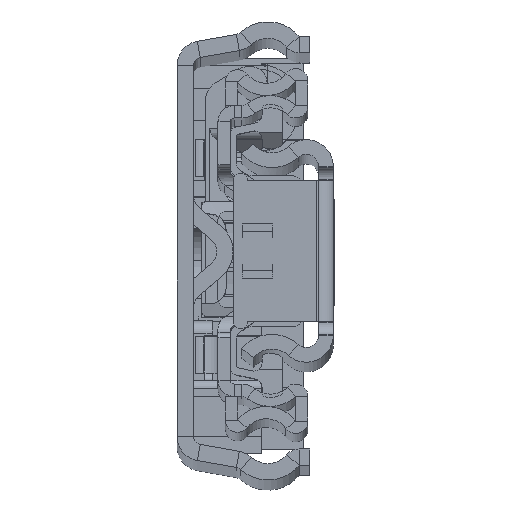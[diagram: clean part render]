
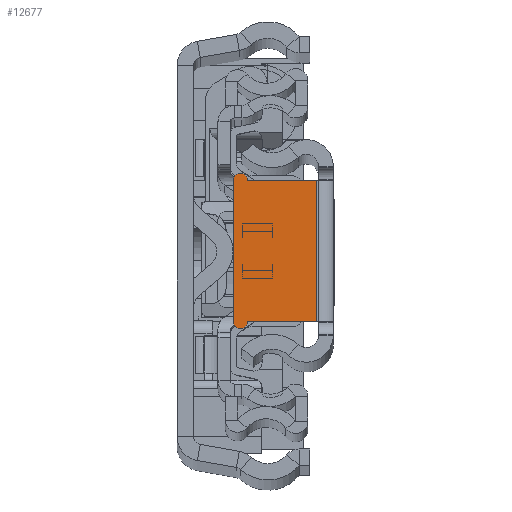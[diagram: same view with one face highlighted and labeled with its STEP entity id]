
A CAD part, top view. The second image highlights one B-rep face of the part: STEP entity #12677.
In plain terms, the highlighted planar face has unit normal (0, 0, 1).
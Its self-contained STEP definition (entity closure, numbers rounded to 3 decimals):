
#999 = VERTEX_POINT ( 'NONE', #38147 ) ;
#3656 = DIRECTION ( 'NONE',  ( -1., 0., 0. ) ) ;
#3705 = CARTESIAN_POINT ( 'NONE',  ( -12.2, 8.65, 0. ) ) ;
#4587 = CARTESIAN_POINT ( 'NONE',  ( -2., 8.65, 0. ) ) ;
#5665 = EDGE_CURVE ( 'NONE', #27481, #26508, #19137, .T. ) ;
#7287 = CARTESIAN_POINT ( 'NONE',  ( -1.8, 8.65, 0. ) ) ;
#8588 = CARTESIAN_POINT ( 'NONE',  ( -11.35, 8.65, 0. ) ) ;
#8637 = LINE ( 'NONE', #24707, #32236 ) ;
#8963 = ORIENTED_EDGE ( 'NONE', *, *, #30179, .F. ) ;
#9143 = ORIENTED_EDGE ( 'NONE', *, *, #38621, .T. ) ;
#11230 = DIRECTION ( 'NONE',  ( 1., 0., 0. ) ) ;
#12677 = ADVANCED_FACE ( 'NONE', ( #33269 ), #44850, .T. ) ;
#15893 = ORIENTED_EDGE ( 'NONE', *, *, #5665, .F. ) ;
#16463 = EDGE_CURVE ( 'NONE', #25267, #999, #18898, .T. ) ;
#16820 = ORIENTED_EDGE ( 'NONE', *, *, #40637, .F. ) ;
#17336 = VERTEX_POINT ( 'NONE', #22494 ) ;
#17709 = ORIENTED_EDGE ( 'NONE', *, *, #16463, .T. ) ;
#18045 = VECTOR ( 'NONE', #11230, 1000. ) ;
#18898 = CIRCLE ( 'NONE', #20598, 0.85 ) ;
#19137 = LINE ( 'NONE', #7287, #18045 ) ;
#19749 = DIRECTION ( 'NONE',  ( 0., 1., 0. ) ) ;
#20246 = DIRECTION ( 'NONE',  ( -1., 0., 0. ) ) ;
#20598 = AXIS2_PLACEMENT_3D ( 'NONE', #27095, #27876, #3656 ) ;
#22494 = CARTESIAN_POINT ( 'NONE',  ( -12.2, 8.65, 0. ) ) ;
#24314 = VECTOR ( 'NONE', #19749, 1000. ) ;
#24651 = DIRECTION ( 'NONE',  ( 0., 0., 1. ) ) ;
#24707 = CARTESIAN_POINT ( 'NONE',  ( -12.2, -8.65, 0. ) ) ;
#24839 = DIRECTION ( 'NONE',  ( 1., 0., 0. ) ) ;
#25014 = LINE ( 'NONE', #31902, #50204 ) ;
#25267 = VERTEX_POINT ( 'NONE', #29190 ) ;
#25534 = CARTESIAN_POINT ( 'NONE',  ( -2., -8.65, 0. ) ) ;
#26508 = VERTEX_POINT ( 'NONE', #4587 ) ;
#27095 = CARTESIAN_POINT ( 'NONE',  ( -11.35, -8.65, 0. ) ) ;
#27125 = CIRCLE ( 'NONE', #27948, 0.85 ) ;
#27481 = VERTEX_POINT ( 'NONE', #31486 ) ;
#27876 = DIRECTION ( 'NONE',  ( 0., 0., 1. ) ) ;
#27948 = AXIS2_PLACEMENT_3D ( 'NONE', #8588, #24651, #32051 ) ;
#29190 = CARTESIAN_POINT ( 'NONE',  ( -12.2, -8.65, 0. ) ) ;
#30179 = EDGE_CURVE ( 'NONE', #25267, #17336, #39770, .T. ) ;
#31486 = CARTESIAN_POINT ( 'NONE',  ( -10.5, 8.65, 0. ) ) ;
#31902 = CARTESIAN_POINT ( 'NONE',  ( -2., 0., 0. ) ) ;
#32051 = DIRECTION ( 'NONE',  ( 1., 0., 0. ) ) ;
#32236 = VECTOR ( 'NONE', #20246, 1000. ) ;
#33269 = FACE_OUTER_BOUND ( 'NONE', #51106, .T. ) ;
#34654 = ORIENTED_EDGE ( 'NONE', *, *, #48629, .T. ) ;
#34921 = AXIS2_PLACEMENT_3D ( 'NONE', #37482, #41695, #24839 ) ;
#37482 = CARTESIAN_POINT ( 'NONE',  ( 0., 0., 0. ) ) ;
#38147 = CARTESIAN_POINT ( 'NONE',  ( -10.5, -8.65, 0. ) ) ;
#38621 = EDGE_CURVE ( 'NONE', #27481, #17336, #27125, .T. ) ;
#39770 = LINE ( 'NONE', #3705, #24314 ) ;
#40637 = EDGE_CURVE ( 'NONE', #48114, #999, #8637, .T. ) ;
#41695 = DIRECTION ( 'NONE',  ( 0., 0., 1. ) ) ;
#43993 = DIRECTION ( 'NONE',  ( 0., 1., 0. ) ) ;
#44850 = PLANE ( 'NONE',  #34921 ) ;
#48114 = VERTEX_POINT ( 'NONE', #25534 ) ;
#48629 = EDGE_CURVE ( 'NONE', #48114, #26508, #25014, .T. ) ;
#50204 = VECTOR ( 'NONE', #43993, 1000. ) ;
#51106 = EDGE_LOOP ( 'NONE', ( #8963, #17709, #16820, #34654, #15893, #9143 ) ) ;
